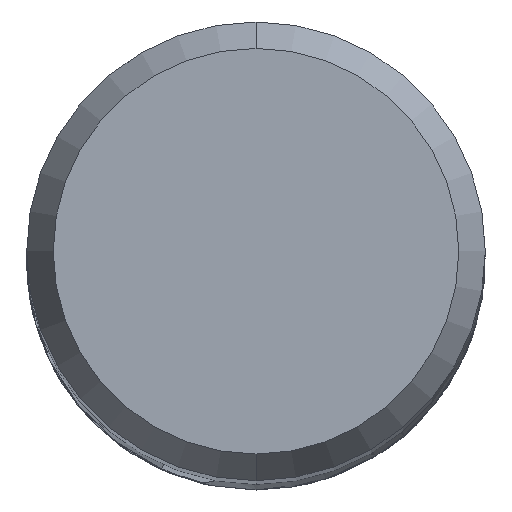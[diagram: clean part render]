
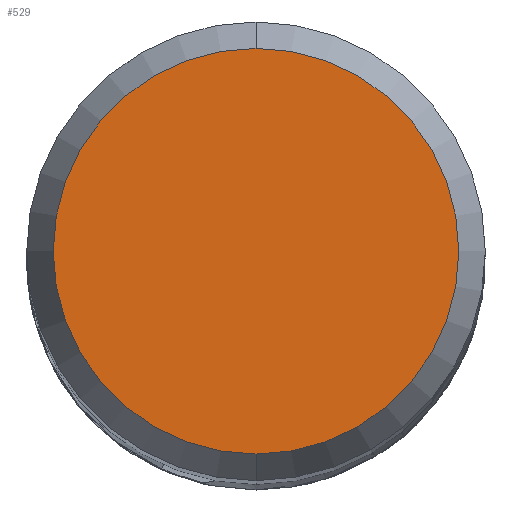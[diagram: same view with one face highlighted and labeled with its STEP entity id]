
A CAD part, top view. The second image highlights one B-rep face of the part: STEP entity #529.
In plain terms, the highlighted planar face has unit normal (0, 0, 1).
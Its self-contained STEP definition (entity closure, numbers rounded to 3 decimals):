
#529=ADVANCED_FACE('',(#1485),#1486,.T.);
#895=EDGE_CURVE('',#1051,#1403,#1880,.T.);
#903=EDGE_CURVE('',#1403,#1051,#1889,.T.);
#1051=VERTEX_POINT('',#2053);
#1403=VERTEX_POINT('',#2437);
#1485=FACE_OUTER_BOUND('',#3011,.T.);
#1486=PLANE('',#3012);
#1880=CIRCLE('',#5791,3.538);
#1889=CIRCLE('',#6129,3.538);
#2053=CARTESIAN_POINT('',(0.,-3.538,0.0));
#2437=CARTESIAN_POINT('',(0.0,3.538,0.0));
#3011=EDGE_LOOP('',(#12963,#12964));
#3012=AXIS2_PLACEMENT_3D('',#12965,#12966,#12967);
#5791=AXIS2_PLACEMENT_3D('',#13286,#13287,#13288);
#6129=AXIS2_PLACEMENT_3D('',#13297,#13298,#13299);
#12963=ORIENTED_EDGE('',*,*,#903,.F.);
#12964=ORIENTED_EDGE('',*,*,#895,.F.);
#12965=CARTESIAN_POINT('',(0.0,1.769,0.0));
#12966=DIRECTION('',(-0.0,0.0,1.0));
#12967=DIRECTION('',(0.0,-1.0,0.0));
#13286=CARTESIAN_POINT('',(0.0,0.0,0.0));
#13287=DIRECTION('',(0.0,0.0,-1.0));
#13288=DIRECTION('',(0.0,1.0,0.0));
#13297=CARTESIAN_POINT('',(0.0,0.0,0.0));
#13298=DIRECTION('',(0.0,0.0,-1.0));
#13299=DIRECTION('',(0.0,1.0,0.0));
